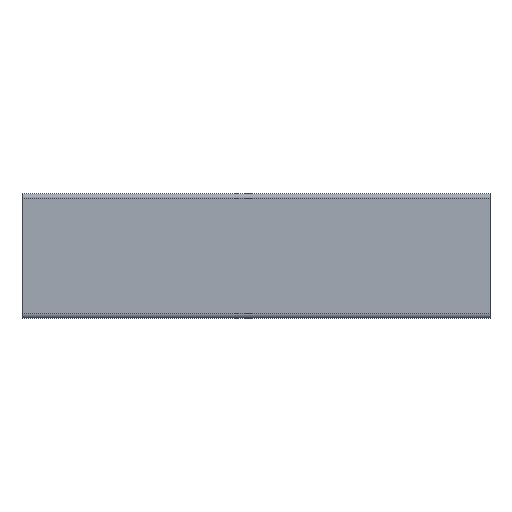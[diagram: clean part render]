
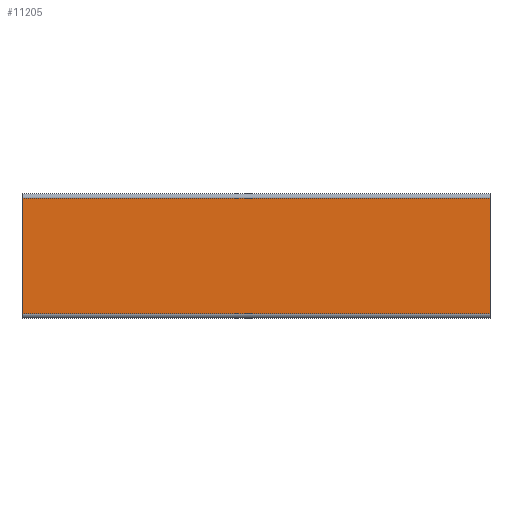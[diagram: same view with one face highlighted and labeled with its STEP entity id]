
A CAD part, left-side view. The second image highlights one B-rep face of the part: STEP entity #11205.
In plain terms, the highlighted face is planar.
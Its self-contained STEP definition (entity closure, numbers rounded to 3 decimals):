
#161 = AXIS2_PLACEMENT_3D ( 'NONE', #9653, #9664, #9676 ) ;
#481 = VECTOR ( 'NONE', #10140, 1000. ) ;
#501 = VECTOR ( 'NONE', #10072, 1000. ) ;
#1147 = VECTOR ( 'NONE', #10261, 1000. ) ;
#1600 = VECTOR ( 'NONE', #10331, 1000. ) ;
#1774 = CARTESIAN_POINT ( 'NONE',  ( 20., 37.001, -300. ) ) ;
#3906 = EDGE_LOOP ( 'NONE', ( #7590, #7561, #7506, #7557 ) ) ;
#4254 = VERTEX_POINT ( 'NONE', #9728 ) ;
#4332 = VERTEX_POINT ( 'NONE', #7290 ) ;
#4364 = VERTEX_POINT ( 'NONE', #7282 ) ;
#4529 = VERTEX_POINT ( 'NONE', #1774 ) ;
#7282 = CARTESIAN_POINT ( 'NONE',  ( 20., -36.999, -300. ) ) ;
#7290 = CARTESIAN_POINT ( 'NONE',  ( 20., 37.001, 0. ) ) ;
#7506 = ORIENTED_EDGE ( 'NONE', *, *, #11515, .T. ) ;
#7557 = ORIENTED_EDGE ( 'NONE', *, *, #11563, .T. ) ;
#7561 = ORIENTED_EDGE ( 'NONE', *, *, #11496, .F. ) ;
#7590 = ORIENTED_EDGE ( 'NONE', *, *, #11549, .F. ) ;
#9653 = CARTESIAN_POINT ( 'NONE',  ( 20., -36.999, -300. ) ) ;
#9658 = FACE_OUTER_BOUND ( 'NONE', #3906, .T. ) ;
#9664 = DIRECTION ( 'NONE',  ( 1., 0., 0. ) ) ;
#9672 = PLANE ( 'NONE',  #161 ) ;
#9676 = DIRECTION ( 'NONE',  ( 0., 1., 0. ) ) ;
#9728 = CARTESIAN_POINT ( 'NONE',  ( 20., -36.999, 0. ) ) ;
#10056 = LINE ( 'NONE', #10090, #501 ) ;
#10072 = DIRECTION ( 'NONE',  ( 0., 0., 1. ) ) ;
#10090 = CARTESIAN_POINT ( 'NONE',  ( 20., -36.999, -300. ) ) ;
#10110 = CARTESIAN_POINT ( 'NONE',  ( 20., -36.999, -300. ) ) ;
#10139 = LINE ( 'NONE', #10110, #481 ) ;
#10140 = DIRECTION ( 'NONE',  ( 0., 1., 0. ) ) ;
#10246 = LINE ( 'NONE', #10250, #1600 ) ;
#10250 = CARTESIAN_POINT ( 'NONE',  ( 20., 37.001, -300. ) ) ;
#10261 = DIRECTION ( 'NONE',  ( 0., 1., 0. ) ) ;
#10271 = LINE ( 'NONE', #10284, #1147 ) ;
#10284 = CARTESIAN_POINT ( 'NONE',  ( 20., -36.999, 0. ) ) ;
#10331 = DIRECTION ( 'NONE',  ( 0., 0., 1. ) ) ;
#11205 = ADVANCED_FACE ( 'NONE', ( #9658 ), #9672, .T. ) ;
#11496 = EDGE_CURVE ( 'NONE', #4364, #4254, #10056, .T. ) ;
#11515 = EDGE_CURVE ( 'NONE', #4364, #4529, #10139, .T. ) ;
#11549 = EDGE_CURVE ( 'NONE', #4254, #4332, #10271, .T. ) ;
#11563 = EDGE_CURVE ( 'NONE', #4529, #4332, #10246, .T. ) ;
